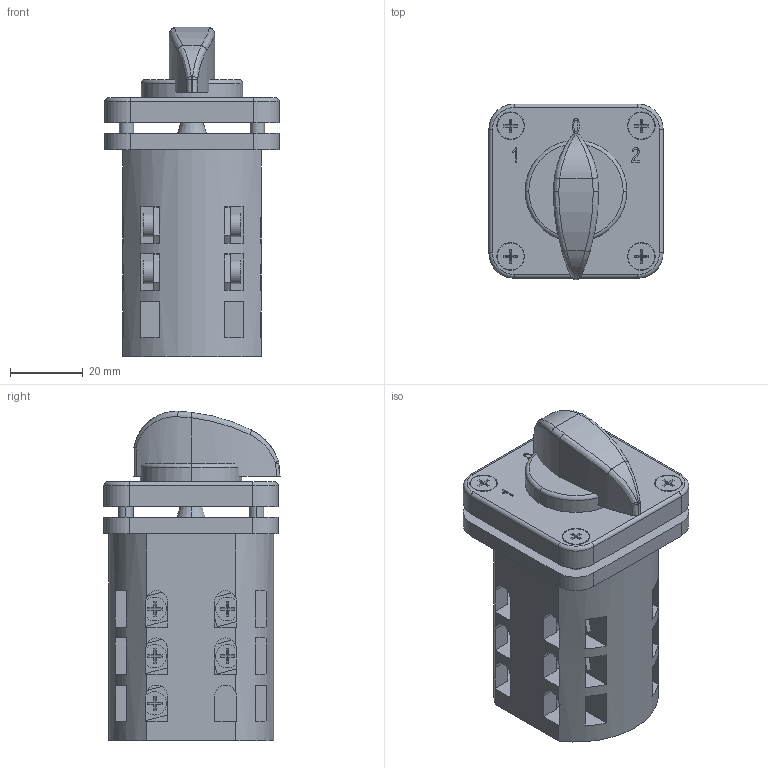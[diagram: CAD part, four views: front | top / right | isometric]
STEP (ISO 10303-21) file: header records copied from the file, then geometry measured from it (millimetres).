
FILE_DESCRIPTION (( 'STEP AP214' ), '1' );
FILE_NAME ('BCS13-025-2 Ïåðåêëþ÷àòåëü êóëà÷êîâûé ÏÊÏ25-33_Î 25À 1-0-2 3Ð_400Â.STEP', '2017-12-13T11:53:37', ( '' ), ( '' ), 'SwSTEP 2.0', 'SolidWorks 2014', '' );
FILE_SCHEMA (( 'AUTOMOTIVE_DESIGN' ));
Length unit declared in the file: millimetre
Products named in the file (1): BCS13-025-2 Ïåðåêëþ÷àòåëü êóëà÷êîâûé ÏÊÏ25-33_Î 25À  1-0-2  3Ð_400Â
Bounding box: 48 x 48.5 x 90.74 mm (x, y, z)
Volume: 110510.7 mm3; surface area: 28457 mm2
Topology: 6 solids, 6 shells, 508 faces, 1297 edges, 828 vertices
Faces by surface type: plane 371, cylinder 95, bspline 33, torus 6, cone 2, sphere 1
Entity records: 16912 total; most frequent: CARTESIAN_POINT 4564, ORIENTED_EDGE 2590, DIRECTION 2411, EDGE_CURVE 1295, LINE 971, VECTOR 971, VERTEX_POINT 827, AXIS2_PLACEMENT_3D 720
